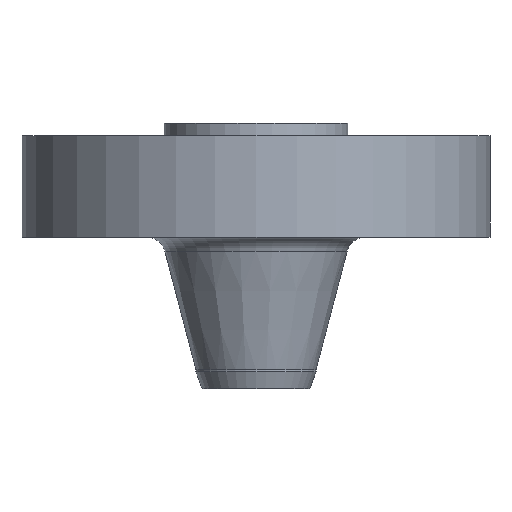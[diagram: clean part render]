
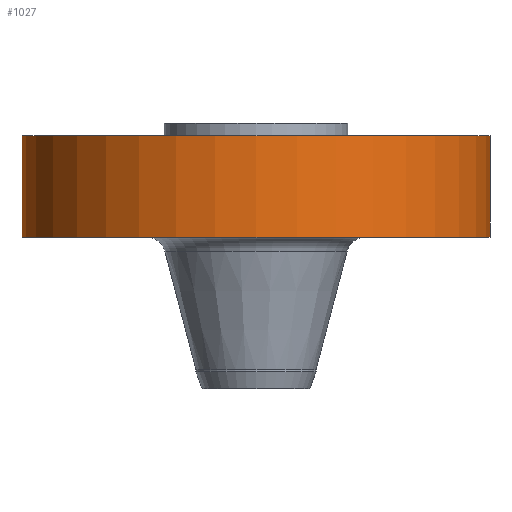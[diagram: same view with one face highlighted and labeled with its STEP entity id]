
A CAD part, front view. The second image highlights one B-rep face of the part: STEP entity #1027.
In plain terms, the highlighted cylindrical face has radius 117.475 mm (diameter 234.95 mm), a partial arc.
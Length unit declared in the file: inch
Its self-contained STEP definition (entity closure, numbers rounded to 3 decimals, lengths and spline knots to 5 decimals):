
#12 = ORIENTED_EDGE ( 'NONE', *, *, #40, .T. ) ;
#25 = DIRECTION ( 'NONE',  ( 0., 0., 1. ) ) ;
#40 = EDGE_CURVE ( 'NONE', #834, #882, #1021, .T. ) ;
#56 = CARTESIAN_POINT ( 'NONE',  ( 4.625, 0., -0.25 ) ) ;
#151 = DIRECTION ( 'NONE',  ( 0., 0., 1. ) ) ;
#155 = LINE ( 'NONE', #257, #1022 ) ;
#213 = AXIS2_PLACEMENT_3D ( 'NONE', #1017, #1123, #416 ) ;
#238 = EDGE_CURVE ( 'NONE', #834, #314, #155, .T. ) ;
#239 = FACE_OUTER_BOUND ( 'NONE', #825, .T. ) ;
#257 = CARTESIAN_POINT ( 'NONE',  ( -4.625, 0., 0. ) ) ;
#264 = DIRECTION ( 'NONE',  ( 0., 0., 1. ) ) ;
#275 = AXIS2_PLACEMENT_3D ( 'NONE', #822, #25, #1090 ) ;
#314 = VERTEX_POINT ( 'NONE', #799 ) ;
#315 = CIRCLE ( 'NONE', #275, 4.625 ) ;
#345 = AXIS2_PLACEMENT_3D ( 'NONE', #514, #521, #877 ) ;
#353 = CARTESIAN_POINT ( 'NONE',  ( -4.625, 0., -2.25 ) ) ;
#356 = ORIENTED_EDGE ( 'NONE', *, *, #405, .F. ) ;
#405 = EDGE_CURVE ( 'NONE', #314, #781, #315, .T. ) ;
#416 = DIRECTION ( 'NONE',  ( 1., 0., 0. ) ) ;
#514 = CARTESIAN_POINT ( 'NONE',  ( 0., 0., -2.25 ) ) ;
#521 = DIRECTION ( 'NONE',  ( 0., 0., 1. ) ) ;
#593 = CYLINDRICAL_SURFACE ( 'NONE', #213, 4.625 ) ;
#730 = ORIENTED_EDGE ( 'NONE', *, *, #998, .T. ) ;
#781 = VERTEX_POINT ( 'NONE', #56 ) ;
#790 = VECTOR ( 'NONE', #151, 39.37008 ) ;
#799 = CARTESIAN_POINT ( 'NONE',  ( -4.625, 0., -0.25 ) ) ;
#820 = ORIENTED_EDGE ( 'NONE', *, *, #238, .F. ) ;
#822 = CARTESIAN_POINT ( 'NONE',  ( 0., 0., -0.25 ) ) ;
#825 = EDGE_LOOP ( 'NONE', ( #820, #12, #730, #356 ) ) ;
#834 = VERTEX_POINT ( 'NONE', #353 ) ;
#849 = CARTESIAN_POINT ( 'NONE',  ( 4.625, 0., 0. ) ) ;
#877 = DIRECTION ( 'NONE',  ( 1., 0., 0. ) ) ;
#882 = VERTEX_POINT ( 'NONE', #911 ) ;
#911 = CARTESIAN_POINT ( 'NONE',  ( 4.625, 0., -2.25 ) ) ;
#961 = LINE ( 'NONE', #849, #790 ) ;
#998 = EDGE_CURVE ( 'NONE', #882, #781, #961, .T. ) ;
#1017 = CARTESIAN_POINT ( 'NONE',  ( 0., 0., 0. ) ) ;
#1021 = CIRCLE ( 'NONE', #345, 4.625 ) ;
#1022 = VECTOR ( 'NONE', #264, 39.37008 ) ;
#1027 = ADVANCED_FACE ( 'NONE', ( #239 ), #593, .T. ) ;
#1090 = DIRECTION ( 'NONE',  ( 1., 0., 0. ) ) ;
#1123 = DIRECTION ( 'NONE',  ( 0., 0., 1. ) ) ;
